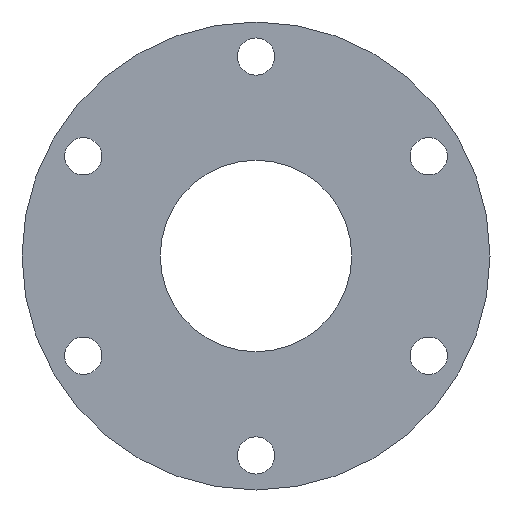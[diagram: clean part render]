
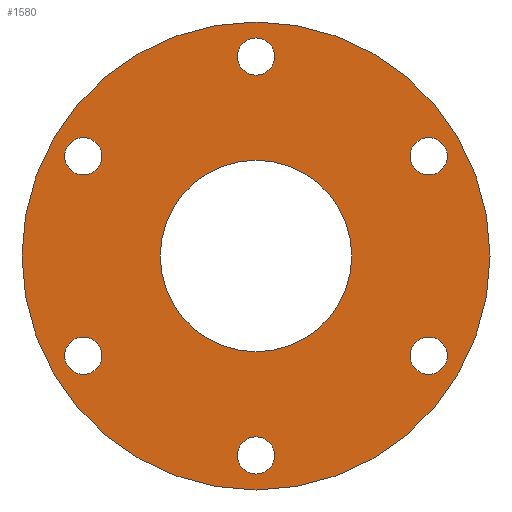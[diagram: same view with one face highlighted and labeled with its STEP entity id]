
A CAD part, left-side view. The second image highlights one B-rep face of the part: STEP entity #1580.
In plain terms, the highlighted planar face has unit normal (-1, 0, 0).
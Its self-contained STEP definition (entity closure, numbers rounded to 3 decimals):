
#120=CARTESIAN_POINT('',(0.,-44.,0.));
#130=VERTEX_POINT('',#120);
#290=CARTESIAN_POINT('',(0.,44.,0.));
#300=VERTEX_POINT('',#290);
#330=CARTESIAN_POINT('',(0.,0.,0.));
#340=DIRECTION('',(1.,0.,0.));
#350=DIRECTION('',(0.,1.,0.));
#360=AXIS2_PLACEMENT_3D('',#330,#340,#350);
#370=CIRCLE('',#360,44.);
#380=EDGE_CURVE('',#130,#300,#370,.T.);
#430=CARTESIAN_POINT('',(0.,31.,0.));
#440=DIRECTION('',(-1.,-0.,-0.));
#450=DIRECTION('',(-0.,1.,0.));
#460=AXIS2_PLACEMENT_3D('',#430,#440,#450);
#470=PLANE('',#460);
#480=CARTESIAN_POINT('',(0.,0.,0.));
#490=DIRECTION('',(1.,0.,0.));
#500=DIRECTION('',(0.,1.,0.));
#510=AXIS2_PLACEMENT_3D('',#480,#490,#500);
#520=CIRCLE('',#510,18.);
#530=CARTESIAN_POINT('',(0.,18.,0.));
#540=VERTEX_POINT('',#530);
#550=CARTESIAN_POINT('',(0.,-18.,0.));
#560=VERTEX_POINT('',#550);
#570=EDGE_CURVE('',#540,#560,#520,.T.);
#580=ORIENTED_EDGE('',*,*,#570,.T.);
#590=EDGE_CURVE('',#560,#540,#520,.T.);
#600=ORIENTED_EDGE('',*,*,#590,.T.);
#610=EDGE_LOOP('',(#600,#580));
#620=FACE_BOUND('',#610,.T.);
#630=EDGE_CURVE('',#300,#130,#370,.T.);
#640=ORIENTED_EDGE('',*,*,#630,.F.);
#650=ORIENTED_EDGE('',*,*,#380,.F.);
#660=EDGE_LOOP('',(#650,#640));
#670=FACE_OUTER_BOUND('',#660,.T.);
#680=CARTESIAN_POINT('',(0.,32.476,18.75));
#690=DIRECTION('',(1.,0.,0.));
#700=DIRECTION('',(0.,0.,-1.));
#710=AXIS2_PLACEMENT_3D('',#680,#690,#700);
#720=CIRCLE('',#710,3.5);
#730=CARTESIAN_POINT('',(0.,32.476,15.25));
#740=VERTEX_POINT('',#730);
#750=CARTESIAN_POINT('',(0.,32.476,22.25));
#760=VERTEX_POINT('',#750);
#770=EDGE_CURVE('',#740,#760,#720,.T.);
#780=ORIENTED_EDGE('',*,*,#770,.T.);
#790=EDGE_CURVE('',#760,#740,#720,.T.);
#800=ORIENTED_EDGE('',*,*,#790,.T.);
#810=EDGE_LOOP('',(#800,#780));
#820=FACE_BOUND('',#810,.T.);
#830=CARTESIAN_POINT('',(0.,32.476,-18.75));
#840=DIRECTION('',(1.,0.,0.));
#850=DIRECTION('',(0.,-0.866,-0.5));
#860=AXIS2_PLACEMENT_3D('',#830,#840,#850);
#870=CIRCLE('',#860,3.5);
#880=CARTESIAN_POINT('',(0.,29.445,-20.5));
#890=VERTEX_POINT('',#880);
#900=CARTESIAN_POINT('',(0.,35.507,-17.));
#910=VERTEX_POINT('',#900);
#920=EDGE_CURVE('',#890,#910,#870,.T.);
#930=ORIENTED_EDGE('',*,*,#920,.T.);
#940=EDGE_CURVE('',#910,#890,#870,.T.);
#950=ORIENTED_EDGE('',*,*,#940,.T.);
#960=EDGE_LOOP('',(#950,#930));
#970=FACE_BOUND('',#960,.T.);
#980=CARTESIAN_POINT('',(0.,0.,-37.5));
#990=DIRECTION('',(1.,0.,0.));
#1000=DIRECTION('',(0.,-0.866,0.5));
#1010=AXIS2_PLACEMENT_3D('',#980,#990,#1000);
#1020=CIRCLE('',#1010,3.5);
#1030=CARTESIAN_POINT('',(0.,-3.031,-35.75));
#1040=VERTEX_POINT('',#1030);
#1050=CARTESIAN_POINT('',(0.,3.031,-39.25));
#1060=VERTEX_POINT('',#1050);
#1070=EDGE_CURVE('',#1040,#1060,#1020,.T.);
#1080=ORIENTED_EDGE('',*,*,#1070,.T.);
#1090=EDGE_CURVE('',#1060,#1040,#1020,.T.);
#1100=ORIENTED_EDGE('',*,*,#1090,.T.);
#1110=EDGE_LOOP('',(#1100,#1080));
#1120=FACE_BOUND('',#1110,.T.);
#1130=CARTESIAN_POINT('',(0.,-32.476,-18.75));
#1140=DIRECTION('',(1.,0.,0.));
#1150=DIRECTION('',(0.,0.,1.));
#1160=AXIS2_PLACEMENT_3D('',#1130,#1140,#1150);
#1170=CIRCLE('',#1160,3.5);
#1180=CARTESIAN_POINT('',(0.,-32.476,-15.25));
#1190=VERTEX_POINT('',#1180);
#1200=CARTESIAN_POINT('',(0.,-32.476,-22.25));
#1210=VERTEX_POINT('',#1200);
#1220=EDGE_CURVE('',#1190,#1210,#1170,.T.);
#1230=ORIENTED_EDGE('',*,*,#1220,.T.);
#1240=EDGE_CURVE('',#1210,#1190,#1170,.T.);
#1250=ORIENTED_EDGE('',*,*,#1240,.T.);
#1260=EDGE_LOOP('',(#1250,#1230));
#1270=FACE_BOUND('',#1260,.T.);
#1280=CARTESIAN_POINT('',(0.,-32.476,18.75));
#1290=DIRECTION('',(1.,0.,0.));
#1300=DIRECTION('',(0.,0.866,0.5));
#1310=AXIS2_PLACEMENT_3D('',#1280,#1290,#1300);
#1320=CIRCLE('',#1310,3.5);
#1330=CARTESIAN_POINT('',(0.,-29.445,20.5));
#1340=VERTEX_POINT('',#1330);
#1350=CARTESIAN_POINT('',(0.,-35.507,17.));
#1360=VERTEX_POINT('',#1350);
#1370=EDGE_CURVE('',#1340,#1360,#1320,.T.);
#1380=ORIENTED_EDGE('',*,*,#1370,.T.);
#1390=EDGE_CURVE('',#1360,#1340,#1320,.T.);
#1400=ORIENTED_EDGE('',*,*,#1390,.T.);
#1410=EDGE_LOOP('',(#1400,#1380));
#1420=FACE_BOUND('',#1410,.T.);
#1430=CARTESIAN_POINT('',(0.,0.,37.5));
#1440=DIRECTION('',(1.,0.,0.));
#1450=DIRECTION('',(0.,0.866,-0.5));
#1460=AXIS2_PLACEMENT_3D('',#1430,#1440,#1450);
#1470=CIRCLE('',#1460,3.5);
#1480=CARTESIAN_POINT('',(0.,3.031,35.75));
#1490=VERTEX_POINT('',#1480);
#1500=CARTESIAN_POINT('',(0.,-3.031,39.25));
#1510=VERTEX_POINT('',#1500);
#1520=EDGE_CURVE('',#1490,#1510,#1470,.T.);
#1530=ORIENTED_EDGE('',*,*,#1520,.T.);
#1540=EDGE_CURVE('',#1510,#1490,#1470,.T.);
#1550=ORIENTED_EDGE('',*,*,#1540,.T.);
#1560=EDGE_LOOP('',(#1550,#1530));
#1570=FACE_BOUND('',#1560,.T.);
#1580=ADVANCED_FACE('',(#620,#670,#820,#970,#1120,#1270,#1420,#1570),
#470,.T.);
